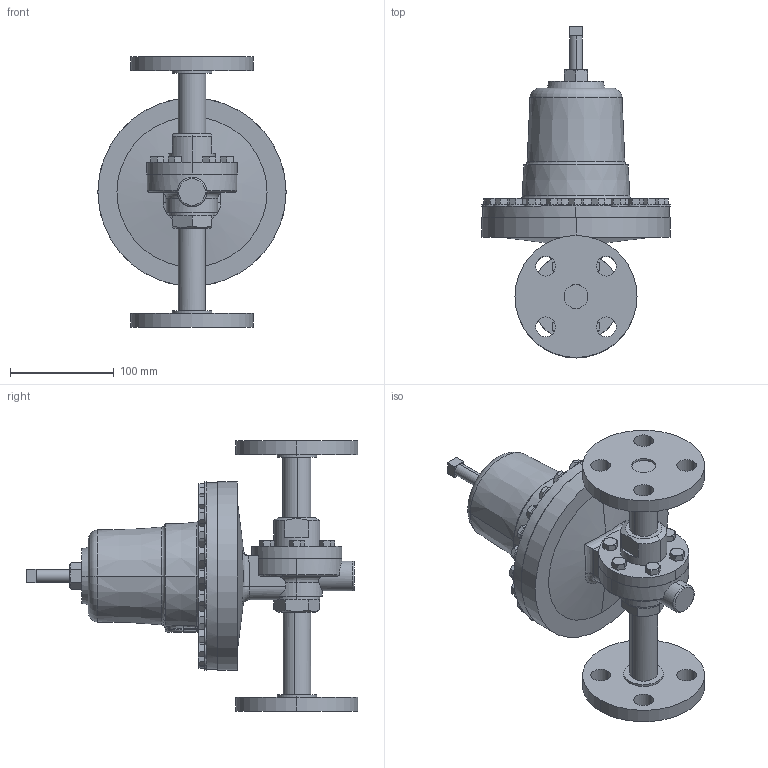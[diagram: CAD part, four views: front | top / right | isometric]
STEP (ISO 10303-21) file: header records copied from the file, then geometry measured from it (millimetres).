
FILE_DESCRIPTION (( 'STEP AP203' ), '1' );
FILE_NAME ('54-075-BR+DI-F3.step', '2017-10-03T11:03:14', ( '' ), ( '' ), 'SwSTEP 2.0', 'SolidWorks 2014', '' );
FILE_SCHEMA (( 'CONFIG_CONTROL_DESIGN' ));
Length unit declared in the file: inch
Products named in the file (1): 54-075-BR+DI-F3
Bounding box: 181 x 319.02 x 260.35 mm (x, y, z)
Volume: 2354796.6 mm3; surface area: 205513.1 mm2
Topology: 1 solids, 1 shells, 684 faces, 1614 edges, 981 vertices
Faces by surface type: plane 323, cone 213, cylinder 111, torus 18, bspline 17, sphere 2
Entity records: 22227 total; most frequent: CARTESIAN_POINT 6920, ORIENTED_EDGE 3228, DIRECTION 3104, EDGE_CURVE 1614, AXIS2_PLACEMENT_3D 1270, VERTEX_POINT 981, EDGE_LOOP 749, ADVANCED_FACE 684
